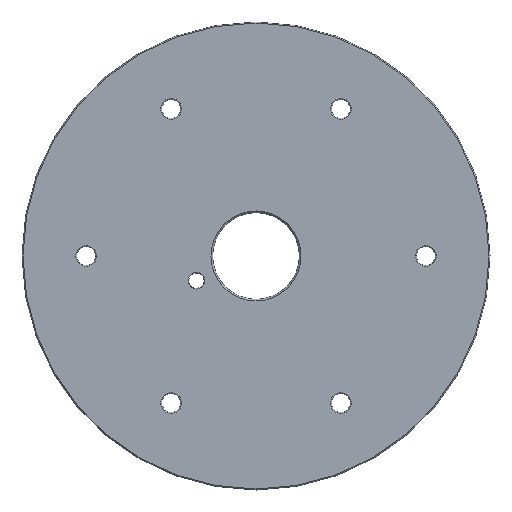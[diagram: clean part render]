
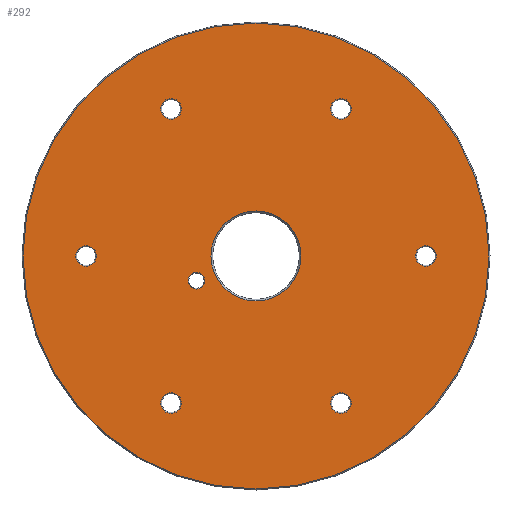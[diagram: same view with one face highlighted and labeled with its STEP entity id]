
A CAD part, front view. The second image highlights one B-rep face of the part: STEP entity #292.
In plain terms, the highlighted planar face has unit normal (0, -1, 0).
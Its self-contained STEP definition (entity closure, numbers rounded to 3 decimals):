
#15 = EDGE_LOOP ( 'NONE', ( #185 ) ) ;
#16 = CARTESIAN_POINT ( 'NONE',  ( 0., -7., 0. ) ) ;
#24 = DIRECTION ( 'NONE',  ( 0., 1., 0. ) ) ;
#30 = AXIS2_PLACEMENT_3D ( 'NONE', #372, #424, #312 ) ;
#36 = EDGE_CURVE ( 'NONE', #521, #521, #731, .T. ) ;
#53 = CARTESIAN_POINT ( 'NONE',  ( -22.359, -7., 44.826 ) ) ;
#61 = FACE_BOUND ( 'NONE', #15, .T. ) ;
#68 = AXIS2_PLACEMENT_3D ( 'NONE', #486, #209, #158 ) ;
#71 = ORIENTED_EDGE ( 'NONE', *, *, #36, .T. ) ;
#79 = CARTESIAN_POINT ( 'NONE',  ( -50., -7., 3.05 ) ) ;
#96 = DIRECTION ( 'NONE',  ( 0.866, 0., -0.5 ) ) ;
#97 = CARTESIAN_POINT ( 'NONE',  ( -27.641, -7., -41.776 ) ) ;
#100 = VERTEX_POINT ( 'NONE', #53 ) ;
#106 = ORIENTED_EDGE ( 'NONE', *, *, #245, .T. ) ;
#118 = DIRECTION ( 'NONE',  ( 0., 0., 1. ) ) ;
#119 = ORIENTED_EDGE ( 'NONE', *, *, #507, .T. ) ;
#130 = CIRCLE ( 'NONE', #534, 3.05 ) ;
#143 = EDGE_LOOP ( 'NONE', ( #119 ) ) ;
#156 = CARTESIAN_POINT ( 'NONE',  ( 0., -7., 13.25 ) ) ;
#158 = DIRECTION ( 'NONE',  ( 0., 0., -1. ) ) ;
#171 = ORIENTED_EDGE ( 'NONE', *, *, #434, .F. ) ;
#173 = EDGE_LOOP ( 'NONE', ( #609 ) ) ;
#176 = FACE_BOUND ( 'NONE', #450, .T. ) ;
#184 = PLANE ( 'NONE',  #406 ) ;
#185 = ORIENTED_EDGE ( 'NONE', *, *, #186, .T. ) ;
#186 = EDGE_CURVE ( 'NONE', #207, #207, #320, .T. ) ;
#187 = CIRCLE ( 'NONE', #198, 3.05 ) ;
#197 = CARTESIAN_POINT ( 'NONE',  ( 27.641, -7., 41.776 ) ) ;
#198 = AXIS2_PLACEMENT_3D ( 'NONE', #254, #475, #529 ) ;
#207 = VERTEX_POINT ( 'NONE', #433 ) ;
#209 = DIRECTION ( 'NONE',  ( 0., 1., 0. ) ) ;
#213 = CIRCLE ( 'NONE', #438, 13.25 ) ;
#245 = EDGE_CURVE ( 'NONE', #473, #473, #130, .T. ) ;
#253 = EDGE_CURVE ( 'NONE', #667, #667, #600, .T. ) ;
#254 = CARTESIAN_POINT ( 'NONE',  ( 25., -7., -43.301 ) ) ;
#275 = DIRECTION ( 'NONE',  ( -0.866, 0., 0.5 ) ) ;
#280 = CARTESIAN_POINT ( 'NONE',  ( -17.554, -7., -4.821 ) ) ;
#287 = FACE_BOUND ( 'NONE', #143, .T. ) ;
#289 = FACE_BOUND ( 'NONE', #599, .T. ) ;
#292 = ADVANCED_FACE ( 'NONE', ( #289, #287, #176, #61, #346, #625, #337, #454, #407 ), #184, .F. ) ;
#303 = AXIS2_PLACEMENT_3D ( 'NONE', #630, #24, #640 ) ;
#304 = DIRECTION ( 'NONE',  ( 0., 1., 0. ) ) ;
#312 = DIRECTION ( 'NONE',  ( 0.866, 0., 0.5 ) ) ;
#320 = CIRCLE ( 'NONE', #68, 3.05 ) ;
#323 = DIRECTION ( 'NONE',  ( 0., 1., 0. ) ) ;
#337 = FACE_BOUND ( 'NONE', #354, .T. ) ;
#343 = AXIS2_PLACEMENT_3D ( 'NONE', #554, #304, #634 ) ;
#346 = FACE_BOUND ( 'NONE', #173, .T. ) ;
#351 = ORIENTED_EDGE ( 'NONE', *, *, #253, .T. ) ;
#354 = EDGE_LOOP ( 'NONE', ( #71 ) ) ;
#357 = DIRECTION ( 'NONE',  ( 0., 0., 1. ) ) ;
#363 = DIRECTION ( 'NONE',  ( 0., 1., 0. ) ) ;
#372 = CARTESIAN_POINT ( 'NONE',  ( -25., -7., 43.301 ) ) ;
#376 = CARTESIAN_POINT ( 'NONE',  ( -50., -7., 0. ) ) ;
#389 = EDGE_CURVE ( 'NONE', #548, #548, #619, .T. ) ;
#390 = CARTESIAN_POINT ( 'NONE',  ( 22.359, -7., -44.826 ) ) ;
#396 = ORIENTED_EDGE ( 'NONE', *, *, #389, .T. ) ;
#398 = VERTEX_POINT ( 'NONE', #390 ) ;
#406 = AXIS2_PLACEMENT_3D ( 'NONE', #676, #679, #118 ) ;
#407 = FACE_BOUND ( 'NONE', #497, .T. ) ;
#415 = CIRCLE ( 'NONE', #303, 68.6 ) ;
#420 = EDGE_CURVE ( 'NONE', #543, #543, #213, .T. ) ;
#424 = DIRECTION ( 'NONE',  ( 0., 1., 0. ) ) ;
#433 = CARTESIAN_POINT ( 'NONE',  ( 50., -7., -3.05 ) ) ;
#434 = EDGE_CURVE ( 'NONE', #487, #487, #415, .T. ) ;
#438 = AXIS2_PLACEMENT_3D ( 'NONE', #16, #363, #357 ) ;
#442 = AXIS2_PLACEMENT_3D ( 'NONE', #492, #323, #275 ) ;
#450 = EDGE_LOOP ( 'NONE', ( #106 ) ) ;
#454 = FACE_OUTER_BOUND ( 'NONE', #677, .T. ) ;
#457 = ORIENTED_EDGE ( 'NONE', *, *, #420, .T. ) ;
#459 = EDGE_CURVE ( 'NONE', #398, #398, #187, .T. ) ;
#463 = EDGE_LOOP ( 'NONE', ( #351 ) ) ;
#473 = VERTEX_POINT ( 'NONE', #197 ) ;
#475 = DIRECTION ( 'NONE',  ( 0., 1., 0. ) ) ;
#486 = CARTESIAN_POINT ( 'NONE',  ( 50., -7., 0. ) ) ;
#487 = VERTEX_POINT ( 'NONE', #723 ) ;
#490 = DIRECTION ( 'NONE',  ( 0., 1., 0. ) ) ;
#492 = CARTESIAN_POINT ( 'NONE',  ( -25., -7., -43.301 ) ) ;
#497 = EDGE_LOOP ( 'NONE', ( #457 ) ) ;
#507 = EDGE_CURVE ( 'NONE', #100, #100, #544, .T. ) ;
#515 = DIRECTION ( 'NONE',  ( 0., 1., 0. ) ) ;
#521 = VERTEX_POINT ( 'NONE', #79 ) ;
#529 = DIRECTION ( 'NONE',  ( -0.866, 0., -0.5 ) ) ;
#534 = AXIS2_PLACEMENT_3D ( 'NONE', #542, #490, #96 ) ;
#542 = CARTESIAN_POINT ( 'NONE',  ( 25., -7., 43.301 ) ) ;
#543 = VERTEX_POINT ( 'NONE', #156 ) ;
#544 = CIRCLE ( 'NONE', #30, 3.05 ) ;
#548 = VERTEX_POINT ( 'NONE', #280 ) ;
#554 = CARTESIAN_POINT ( 'NONE',  ( -17.554, -7., -7.271 ) ) ;
#563 = AXIS2_PLACEMENT_3D ( 'NONE', #376, #515, #703 ) ;
#599 = EDGE_LOOP ( 'NONE', ( #396 ) ) ;
#600 = CIRCLE ( 'NONE', #442, 3.05 ) ;
#609 = ORIENTED_EDGE ( 'NONE', *, *, #459, .T. ) ;
#619 = CIRCLE ( 'NONE', #343, 2.45 ) ;
#625 = FACE_BOUND ( 'NONE', #463, .T. ) ;
#630 = CARTESIAN_POINT ( 'NONE',  ( 0., -7., 0. ) ) ;
#634 = DIRECTION ( 'NONE',  ( 0., 0., 1. ) ) ;
#640 = DIRECTION ( 'NONE',  ( 0., 0., 1. ) ) ;
#667 = VERTEX_POINT ( 'NONE', #97 ) ;
#676 = CARTESIAN_POINT ( 'NONE',  ( 13.25, -7., 0. ) ) ;
#677 = EDGE_LOOP ( 'NONE', ( #171 ) ) ;
#679 = DIRECTION ( 'NONE',  ( 0., 1., 0. ) ) ;
#703 = DIRECTION ( 'NONE',  ( 0., 0., 1. ) ) ;
#723 = CARTESIAN_POINT ( 'NONE',  ( 0., -7., 68.6 ) ) ;
#731 = CIRCLE ( 'NONE', #563, 3.05 ) ;
